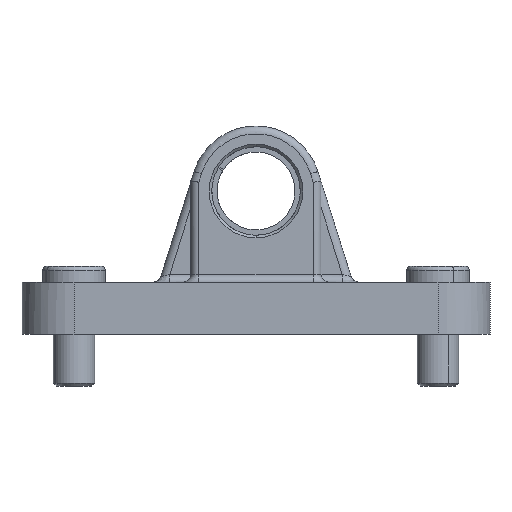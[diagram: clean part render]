
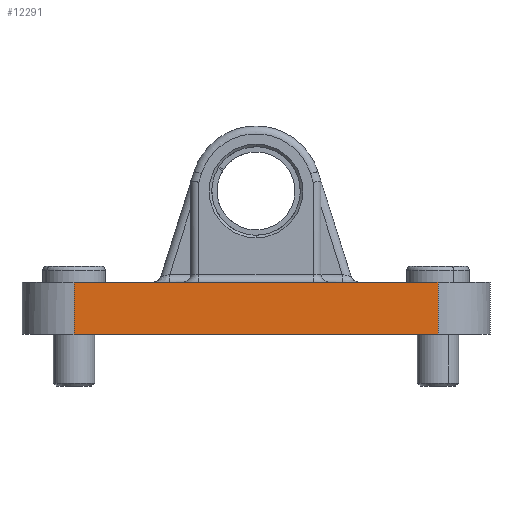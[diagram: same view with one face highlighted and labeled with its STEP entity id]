
A CAD part, left-side view. The second image highlights one B-rep face of the part: STEP entity #12291.
In plain terms, the highlighted planar face has unit normal (-1, 0, 0).
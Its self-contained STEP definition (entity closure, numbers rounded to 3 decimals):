
#1120 = CARTESIAN_POINT ( 'NONE',  ( -90., 70., 20. ) ) ;
#1244 = VECTOR ( 'NONE', #14310, 1000. ) ;
#1794 = EDGE_CURVE ( 'NONE', #16212, #4922, #9095, .T. ) ;
#1803 = VERTEX_POINT ( 'NONE', #12897 ) ;
#2197 = ORIENTED_EDGE ( 'NONE', *, *, #7652, .F. ) ;
#2658 = DIRECTION ( 'NONE',  ( 0., 0., -1. ) ) ;
#2967 = CARTESIAN_POINT ( 'NONE',  ( -90., -70., 20. ) ) ;
#3022 = CARTESIAN_POINT ( 'NONE',  ( -90., 70., 0. ) ) ;
#4006 = CARTESIAN_POINT ( 'NONE',  ( -90., -90., 20. ) ) ;
#4261 = VECTOR ( 'NONE', #12146, 1000. ) ;
#4922 = VERTEX_POINT ( 'NONE', #2967 ) ;
#6820 = PLANE ( 'NONE',  #7021 ) ;
#7021 = AXIS2_PLACEMENT_3D ( 'NONE', #4006, #14804, #2658 ) ;
#7652 = EDGE_CURVE ( 'NONE', #1803, #4922, #10726, .T. ) ;
#7755 = CARTESIAN_POINT ( 'NONE',  ( -90., -70., 20. ) ) ;
#8015 = ORIENTED_EDGE ( 'NONE', *, *, #1794, .T. ) ;
#9005 = DIRECTION ( 'NONE',  ( 0., 0., -1. ) ) ;
#9095 = LINE ( 'NONE', #7755, #1244 ) ;
#9246 = EDGE_CURVE ( 'NONE', #1803, #12068, #10529, .T. ) ;
#10529 = LINE ( 'NONE', #1120, #14438 ) ;
#10726 = LINE ( 'NONE', #13555, #4261 ) ;
#10873 = CARTESIAN_POINT ( 'NONE',  ( -90., -70., 0. ) ) ;
#11618 = VECTOR ( 'NONE', #13272, 1000. ) ;
#11862 = LINE ( 'NONE', #17279, #11618 ) ;
#12068 = VERTEX_POINT ( 'NONE', #3022 ) ;
#12146 = DIRECTION ( 'NONE',  ( 0., -1., 0. ) ) ;
#12291 = ADVANCED_FACE ( 'NONE', ( #16144 ), #6820, .F. ) ;
#12897 = CARTESIAN_POINT ( 'NONE',  ( -90., 70., 20. ) ) ;
#12925 = ORIENTED_EDGE ( 'NONE', *, *, #13817, .T. ) ;
#13272 = DIRECTION ( 'NONE',  ( 0., -1., 0. ) ) ;
#13519 = EDGE_LOOP ( 'NONE', ( #8015, #2197, #16460, #12925 ) ) ;
#13555 = CARTESIAN_POINT ( 'NONE',  ( -90., -90., 20. ) ) ;
#13817 = EDGE_CURVE ( 'NONE', #12068, #16212, #11862, .T. ) ;
#14310 = DIRECTION ( 'NONE',  ( 0., 0., 1. ) ) ;
#14438 = VECTOR ( 'NONE', #9005, 1000. ) ;
#14804 = DIRECTION ( 'NONE',  ( 1., 0., 0. ) ) ;
#16144 = FACE_OUTER_BOUND ( 'NONE', #13519, .T. ) ;
#16212 = VERTEX_POINT ( 'NONE', #10873 ) ;
#16460 = ORIENTED_EDGE ( 'NONE', *, *, #9246, .T. ) ;
#17279 = CARTESIAN_POINT ( 'NONE',  ( -90., -90., 0. ) ) ;
